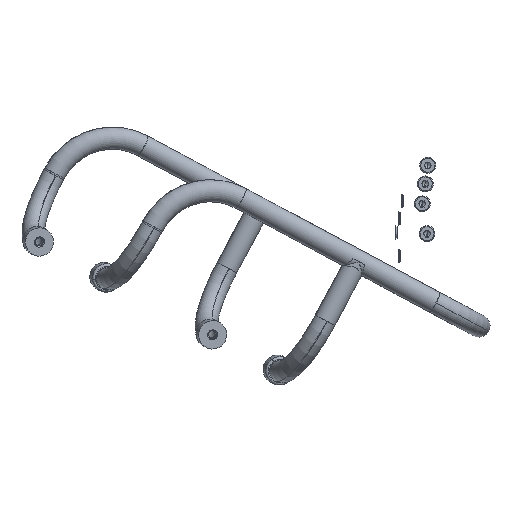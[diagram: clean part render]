
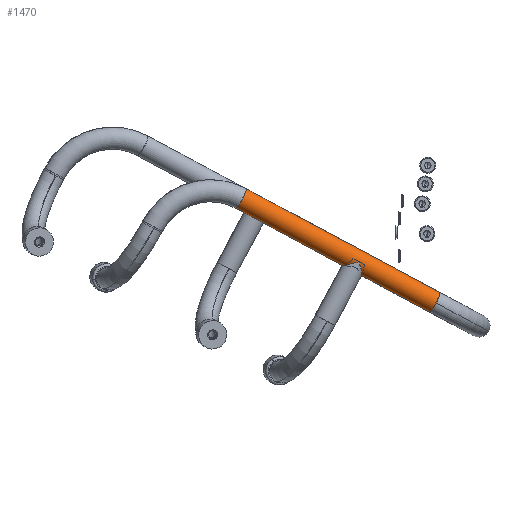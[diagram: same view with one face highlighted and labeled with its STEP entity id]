
A CAD part, left-side view. The second image highlights one B-rep face of the part: STEP entity #1470.
In plain terms, the highlighted cylindrical face has radius 7 mm (diameter 14 mm), a partial arc.
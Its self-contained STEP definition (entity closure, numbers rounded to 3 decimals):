
#28 = VECTOR ( 'NONE', #4487, 1000. ) ;
#46 = VECTOR ( 'NONE', #4244, 1000. ) ;
#75 = VECTOR ( 'NONE', #4304, 1000. ) ;
#201 = EDGE_CURVE ( 'NONE', #2010, #1946, #1919, .T. ) ;
#216 = EDGE_CURVE ( 'NONE', #1800, #2039, #2009, .T. ) ;
#242 = EDGE_CURVE ( 'NONE', #1827, #1813, #4957, .T. ) ;
#315 = CARTESIAN_POINT ( 'NONE',  ( -153.5, 0., -56.5 ) ) ;
#351 = DIRECTION ( 'NONE',  ( 0., 0., 1. ) ) ;
#361 = CARTESIAN_POINT ( 'NONE',  ( -160.5, 0., 0. ) ) ;
#397 = DIRECTION ( 'NONE',  ( 0., 0., 1. ) ) ;
#429 = DIRECTION ( 'NONE',  ( 0., 1., 0. ) ) ;
#431 = DIRECTION ( 'NONE',  ( 0., 1., 0. ) ) ;
#442 = CARTESIAN_POINT ( 'NONE',  ( -153.5, 7., 7. ) ) ;
#454 = CARTESIAN_POINT ( 'NONE',  ( -157.601, 7., 7. ) ) ;
#460 = CARTESIAN_POINT ( 'NONE',  ( -160.5, 4.101, 4.101 ) ) ;
#527 = CARTESIAN_POINT ( 'NONE',  ( -153.5, 0., 85.5 ) ) ;
#631 = AXIS2_PLACEMENT_3D ( 'NONE', #3827, #3995, #4172 ) ;
#953 = CIRCLE ( 'NONE', #958, 7. ) ;
#955 = CIRCLE ( 'NONE', #966, 7. ) ;
#958 = AXIS2_PLACEMENT_3D ( 'NONE', #315, #351, #429 ) ;
#966 = AXIS2_PLACEMENT_3D ( 'NONE', #527, #397, #431 ) ;
#1064 = EDGE_CURVE ( 'NONE', #1255, #2010, #5512, .T. ) ;
#1255 = VERTEX_POINT ( 'NONE', #3067 ) ;
#1470 = ADVANCED_FACE ( 'NONE', ( #4807 ), #4915, .T. ) ;
#1498 = EDGE_CURVE ( 'NONE', #1996, #1813, #1737, .T. ) ;
#1703 = AXIS2_PLACEMENT_3D ( 'NONE', #3958, #4064, #4094 ) ;
#1737 = CIRCLE ( 'NONE', #631, 7. ) ;
#1790 = ORIENTED_EDGE ( 'NONE', *, *, #216, .T. ) ;
#1798 = ORIENTED_EDGE ( 'NONE', *, *, #1498, .T. ) ;
#1800 = VERTEX_POINT ( 'NONE', #3954 ) ;
#1813 = VERTEX_POINT ( 'NONE', #4071 ) ;
#1827 = VERTEX_POINT ( 'NONE', #3820 ) ;
#1833 = ORIENTED_EDGE ( 'NONE', *, *, #5594, .F. ) ;
#1844 = ORIENTED_EDGE ( 'NONE', *, *, #5587, .T. ) ;
#1866 = ORIENTED_EDGE ( 'NONE', *, *, #242, .F. ) ;
#1906 = ORIENTED_EDGE ( 'NONE', *, *, #1064, .T. ) ;
#1919 = LINE ( 'NONE', #4585, #28 ) ;
#1946 = VERTEX_POINT ( 'NONE', #4042 ) ;
#1996 = VERTEX_POINT ( 'NONE', #4034 ) ;
#2009 = LINE ( 'NONE', #4711, #46 ) ;
#2010 = VERTEX_POINT ( 'NONE', #3894 ) ;
#2039 = VERTEX_POINT ( 'NONE', #4211 ) ;
#2044 = ORIENTED_EDGE ( 'NONE', *, *, #5617, .T. ) ;
#2048 = ORIENTED_EDGE ( 'NONE', *, *, #201, .T. ) ;
#2256 = EDGE_LOOP ( 'NONE', ( #1866, #1833, #1790, #2044, #1906, #2048, #1844, #1798 ) ) ;
#2995 = CARTESIAN_POINT ( 'NONE',  ( -160.5, 4.101, -4.101 ) ) ;
#3004 = CARTESIAN_POINT ( 'NONE',  ( -153.5, 7., -7. ) ) ;
#3011 = CARTESIAN_POINT ( 'NONE',  ( -157.601, 7., -7. ) ) ;
#3067 = CARTESIAN_POINT ( 'NONE',  ( -160.5, 0., 0. ) ) ;
#3317 = CARTESIAN_POINT ( 'NONE',  ( -160.5, 0., 0. ) ) ;
#3820 = CARTESIAN_POINT ( 'NONE',  ( -153.5, -7., 85.5 ) ) ;
#3827 = CARTESIAN_POINT ( 'NONE',  ( -153.5, 0., -56.5 ) ) ;
#3894 = CARTESIAN_POINT ( 'NONE',  ( -153.5, 7., -7. ) ) ;
#3954 = CARTESIAN_POINT ( 'NONE',  ( -153.5, 7., 85.5 ) ) ;
#3958 = CARTESIAN_POINT ( 'NONE',  ( -153.5, 0., 85.5 ) ) ;
#3995 = DIRECTION ( 'NONE',  ( 0., 0., 1. ) ) ;
#4034 = CARTESIAN_POINT ( 'NONE',  ( -160.5, 0., -56.5 ) ) ;
#4042 = CARTESIAN_POINT ( 'NONE',  ( -153.5, 7., -56.5 ) ) ;
#4064 = DIRECTION ( 'NONE',  ( 0., 0., -1. ) ) ;
#4071 = CARTESIAN_POINT ( 'NONE',  ( -153.5, -7., -56.5 ) ) ;
#4094 = DIRECTION ( 'NONE',  ( 0., 1., 0. ) ) ;
#4172 = DIRECTION ( 'NONE',  ( 0., 1., 0. ) ) ;
#4211 = CARTESIAN_POINT ( 'NONE',  ( -153.5, 7., 7. ) ) ;
#4244 = DIRECTION ( 'NONE',  ( 0., 0., -1. ) ) ;
#4304 = DIRECTION ( 'NONE',  ( 0., 0., -1. ) ) ;
#4487 = DIRECTION ( 'NONE',  ( 0., 0., -1. ) ) ;
#4585 = CARTESIAN_POINT ( 'NONE',  ( -153.5, 7., 85.5 ) ) ;
#4620 = CARTESIAN_POINT ( 'NONE',  ( -153.5, -7., 85.5 ) ) ;
#4711 = CARTESIAN_POINT ( 'NONE',  ( -153.5, 7., 85.5 ) ) ;
#4807 = FACE_OUTER_BOUND ( 'NONE', #2256, .T. ) ;
#4915 = CYLINDRICAL_SURFACE ( 'NONE', #1703, 7. ) ;
#4957 = LINE ( 'NONE', #4620, #75 ) ;
#5495 =( BOUNDED_CURVE ( )  B_SPLINE_CURVE ( 3, ( #442, #454, #460, #361 ),
 .UNSPECIFIED., .F., .T. ) 
 B_SPLINE_CURVE_WITH_KNOTS ( ( 4, 4 ),
 ( 3.142, 4.712 ),
 .UNSPECIFIED. ) 
 CURVE ( )  GEOMETRIC_REPRESENTATION_ITEM ( )  RATIONAL_B_SPLINE_CURVE ( ( 1., 0.805, 0.805, 1. ) ) 
 REPRESENTATION_ITEM ( '' )  );
#5512 =( BOUNDED_CURVE ( )  B_SPLINE_CURVE ( 3, ( #3317, #2995, #3011, #3004 ),
 .UNSPECIFIED., .F., .T. ) 
 B_SPLINE_CURVE_WITH_KNOTS ( ( 4, 4 ),
 ( 1.571, 3.142 ),
 .UNSPECIFIED. ) 
 CURVE ( )  GEOMETRIC_REPRESENTATION_ITEM ( )  RATIONAL_B_SPLINE_CURVE ( ( 1., 0.805, 0.805, 1. ) ) 
 REPRESENTATION_ITEM ( '' )  );
#5587 = EDGE_CURVE ( 'NONE', #1946, #1996, #953, .T. ) ;
#5594 = EDGE_CURVE ( 'NONE', #1800, #1827, #955, .T. ) ;
#5617 = EDGE_CURVE ( 'NONE', #2039, #1255, #5495, .T. ) ;
